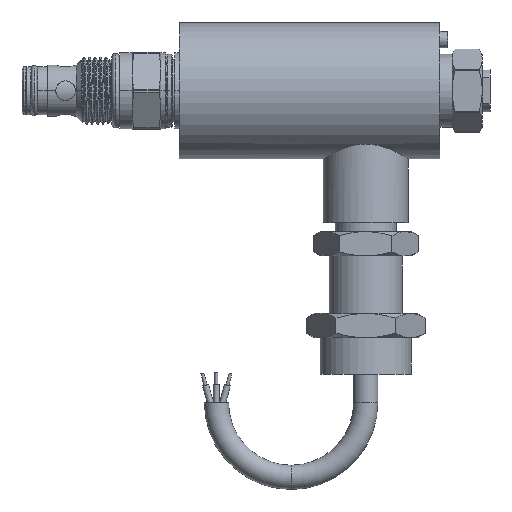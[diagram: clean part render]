
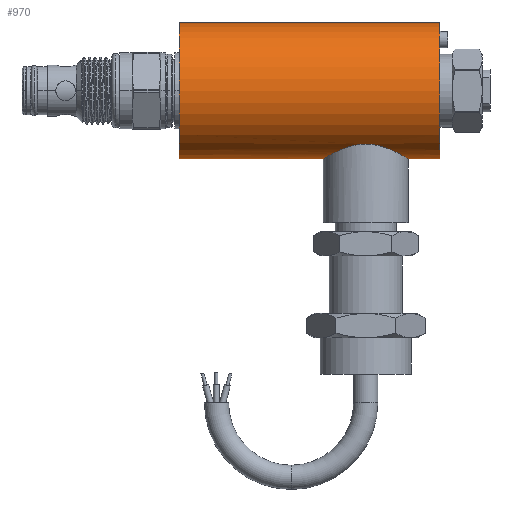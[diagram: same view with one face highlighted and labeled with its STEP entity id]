
A CAD part, front view. The second image highlights one B-rep face of the part: STEP entity #970.
In plain terms, the highlighted cylindrical face has radius 22.5 mm (diameter 45 mm), a partial arc.
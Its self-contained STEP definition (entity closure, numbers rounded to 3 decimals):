
#261 = CARTESIAN_POINT ( 'NONE',  ( 85.38, -3.708, -22.197 ) ) ;
#285 = EDGE_CURVE ( 'NONE', #8357, #7415, #4663, .T. ) ;
#332 = CARTESIAN_POINT ( 'NONE',  ( 112.768, -1.891, -22.425 ) ) ;
#425 = CARTESIAN_POINT ( 'NONE',  ( 112.697, -2.352, -22.381 ) ) ;
#541 = CARTESIAN_POINT ( 'NONE',  ( 84.888, 0., -22.5 ) ) ;
#551 = VERTEX_POINT ( 'NONE', #8115 ) ;
#627 = CARTESIAN_POINT ( 'NONE',  ( 123.388, 0., -22.5 ) ) ;
#756 = FACE_OUTER_BOUND ( 'NONE', #2302, .T. ) ;
#826 = LINE ( 'NONE', #3122, #7344 ) ;
#896 = ORIENTED_EDGE ( 'NONE', *, *, #4690, .T. ) ;
#963 = DIRECTION ( 'NONE',  ( 0., 0., 1. ) ) ;
#970 = ADVANCED_FACE ( 'NONE', ( #756 ), #8348, .T. ) ;
#1090 = CARTESIAN_POINT ( 'NONE',  ( 103.907, -13.077, -18.311 ) ) ;
#1157 = CARTESIAN_POINT ( 'NONE',  ( 102.138, -13.626, -17.906 ) ) ;
#1424 = ORIENTED_EDGE ( 'NONE', *, *, #8724, .F. ) ;
#1763 = ORIENTED_EDGE ( 'NONE', *, *, #4808, .T. ) ;
#1869 = CARTESIAN_POINT ( 'NONE',  ( 96.534, -13.809, -17.765 ) ) ;
#1900 = CARTESIAN_POINT ( 'NONE',  ( 109.964, -8.575, -20.805 ) ) ;
#1917 = EDGE_CURVE ( 'NONE', #8040, #551, #8696, .T. ) ;
#2302 = EDGE_LOOP ( 'NONE', ( #5864, #8975, #896, #1763, #3415, #1424 ) ) ;
#2453 = CARTESIAN_POINT ( 'NONE',  ( 85.264, -3.256, -22.268 ) ) ;
#2575 = CARTESIAN_POINT ( 'NONE',  ( 123.388, 0., 22.5 ) ) ;
#2585 = CARTESIAN_POINT ( 'NONE',  ( 104.746, -12.724, -18.558 ) ) ;
#2656 = CARTESIAN_POINT ( 'NONE',  ( 95.623, -13.622, -17.908 ) ) ;
#2879 = DIRECTION ( 'NONE',  ( 0., 0., -1. ) ) ;
#3122 = CARTESIAN_POINT ( 'NONE',  ( 37.388, 0., -22.5 ) ) ;
#3155 = CARTESIAN_POINT ( 'NONE',  ( 91.817, -12.116, -18.968 ) ) ;
#3173 = AXIS2_PLACEMENT_3D ( 'NONE', #5947, #8436, #2879 ) ;
#3221 = CARTESIAN_POINT ( 'NONE',  ( 85.658, -4.603, -22.029 ) ) ;
#3324 = CARTESIAN_POINT ( 'NONE',  ( 103.477, -13.235, -18.197 ) ) ;
#3390 = CARTESIAN_POINT ( 'NONE',  ( 105.953, -12.095, -18.974 ) ) ;
#3415 = ORIENTED_EDGE ( 'NONE', *, *, #285, .T. ) ;
#3419 = CARTESIAN_POINT ( 'NONE',  ( 99.832, -14., -17.614 ) ) ;
#3895 = CARTESIAN_POINT ( 'NONE',  ( 87.808, -8.606, -20.805 ) ) ;
#3980 = DIRECTION ( 'NONE',  ( -1., 0., 0. ) ) ;
#4048 = VECTOR ( 'NONE', #6830, 1000. ) ;
#4062 = CARTESIAN_POINT ( 'NONE',  ( 112.418, -3.717, -22.21 ) ) ;
#4096 = CARTESIAN_POINT ( 'NONE',  ( 106.339, -11.861, -19.122 ) ) ;
#4130 = CARTESIAN_POINT ( 'NONE',  ( 109.09, -9.598, -20.353 ) ) ;
#4195 = CARTESIAN_POINT ( 'NONE',  ( 112.888, 0., -22.5 ) ) ;
#4411 = LINE ( 'NONE', #6764, #4048 ) ;
#4601 = DIRECTION ( 'NONE',  ( 1., 0., 0. ) ) ;
#4663 = LINE ( 'NONE', #7972, #8462 ) ;
#4690 = EDGE_CURVE ( 'NONE', #8040, #9757, #826, .T. ) ;
#4806 = B_SPLINE_CURVE_WITH_KNOTS ( 'NONE', 3,
 ( #7821, #9334, #6256, #2453, #261, #3221, #9208, #6189, #9302, #3895, #5524, #6320, #7079, #6950, #7711, #3155, #8481, #8613, #9499, #4937, #2656, #1869, #6487, #5687, #7983, #3419, #6420, #1157, #8748, #3324, #1090, #2585, #8645, #3390, #4096, #9398, #7918, #4130, #4865, #1900, #4901, #7177, #7111, #6452, #4062, #425, #332, #7883, #9364, #4195 ),
 .UNSPECIFIED., .F., .F.,
 ( 4, 2, 2, 2, 2, 2, 2, 2, 2, 2, 2, 2, 2, 2, 2, 2, 2, 2, 2, 2, 2, 2, 2, 2, 4 ),
 ( 0., 0.003, 0.004, 0.006, 0.008, 0.011, 0.013, 0.014, 0.017, 0.018, 0.02, 0.021, 0.023, 0.025, 0.027, 0.028, 0.03, 0.031, 0.034, 0.035, 0.037, 0.039, 0.042, 0.044, 0.045 ),
 .UNSPECIFIED. ) ;
#4808 = EDGE_CURVE ( 'NONE', #9757, #8357, #4806, .T. ) ;
#4838 = DIRECTION ( 'NONE',  ( 0., 0., -1. ) ) ;
#4865 = CARTESIAN_POINT ( 'NONE',  ( 109.394, -9.265, -20.507 ) ) ;
#4901 = CARTESIAN_POINT ( 'NONE',  ( 110.232, -8.218, -20.949 ) ) ;
#4937 = CARTESIAN_POINT ( 'NONE',  ( 95.173, -13.506, -17.996 ) ) ;
#5524 = CARTESIAN_POINT ( 'NONE',  ( 88.379, -9.293, -20.503 ) ) ;
#5555 = AXIS2_PLACEMENT_3D ( 'NONE', #9503, #7888, #4838 ) ;
#5687 = CARTESIAN_POINT ( 'NONE',  ( 97.931, -13.975, -17.634 ) ) ;
#5864 = ORIENTED_EDGE ( 'NONE', *, *, #8232, .F. ) ;
#5947 = CARTESIAN_POINT ( 'NONE',  ( 123.388, 0., 0. ) ) ;
#6167 = CARTESIAN_POINT ( 'NONE',  ( 37.388, 0., 0. ) ) ;
#6189 = CARTESIAN_POINT ( 'NONE',  ( 86.355, -6.305, -21.616 ) ) ;
#6256 = CARTESIAN_POINT ( 'NONE',  ( 84.985, -1.886, -22.44 ) ) ;
#6320 = CARTESIAN_POINT ( 'NONE',  ( 89.324, -10.233, -20.041 ) ) ;
#6420 = CARTESIAN_POINT ( 'NONE',  ( 100.764, -13.905, -17.69 ) ) ;
#6452 = CARTESIAN_POINT ( 'NONE',  ( 112.144, -4.6, -22.042 ) ) ;
#6487 = CARTESIAN_POINT ( 'NONE',  ( 96.996, -13.879, -17.709 ) ) ;
#6764 = CARTESIAN_POINT ( 'NONE',  ( 37.388, 0., 22.5 ) ) ;
#6830 = DIRECTION ( 'NONE',  ( 1., 0., 0. ) ) ;
#6950 = CARTESIAN_POINT ( 'NONE',  ( 90.345, -11.1, -19.574 ) ) ;
#7079 = CARTESIAN_POINT ( 'NONE',  ( 89.654, -10.532, -19.885 ) ) ;
#7107 = VERTEX_POINT ( 'NONE', #2575 ) ;
#7111 = CARTESIAN_POINT ( 'NONE',  ( 111.42, -6.311, -21.615 ) ) ;
#7177 = CARTESIAN_POINT ( 'NONE',  ( 110.985, -7.105, -21.363 ) ) ;
#7344 = VECTOR ( 'NONE', #4601, 1000. ) ;
#7355 = CARTESIAN_POINT ( 'NONE',  ( 37.388, 0., -22.5 ) ) ;
#7399 = DIRECTION ( 'NONE',  ( 1., 0., 0. ) ) ;
#7415 = VERTEX_POINT ( 'NONE', #627 ) ;
#7711 = CARTESIAN_POINT ( 'NONE',  ( 90.706, -11.369, -19.419 ) ) ;
#7793 = CARTESIAN_POINT ( 'NONE',  ( 112.888, 0., -22.5 ) ) ;
#7821 = CARTESIAN_POINT ( 'NONE',  ( 84.888, 0., -22.5 ) ) ;
#7883 = CARTESIAN_POINT ( 'NONE',  ( 112.864, -0.952, -22.485 ) ) ;
#7888 = DIRECTION ( 'NONE',  ( 1., 0., 0. ) ) ;
#7918 = CARTESIAN_POINT ( 'NONE',  ( 108.138, -10.547, -19.887 ) ) ;
#7972 = CARTESIAN_POINT ( 'NONE',  ( 37.388, 0., -22.5 ) ) ;
#7983 = CARTESIAN_POINT ( 'NONE',  ( 98.409, -14., -17.614 ) ) ;
#8040 = VERTEX_POINT ( 'NONE', #7355 ) ;
#8115 = CARTESIAN_POINT ( 'NONE',  ( 37.388, 0., 22.5 ) ) ;
#8232 = EDGE_CURVE ( 'NONE', #551, #7107, #4411, .T. ) ;
#8348 = CYLINDRICAL_SURFACE ( 'NONE', #5555, 22.5 ) ;
#8357 = VERTEX_POINT ( 'NONE', #7793 ) ;
#8436 = DIRECTION ( 'NONE',  ( 1., 0., 0. ) ) ;
#8462 = VECTOR ( 'NONE', #7399, 1000. ) ;
#8481 = CARTESIAN_POINT ( 'NONE',  ( 92.602, -12.542, -18.685 ) ) ;
#8613 = CARTESIAN_POINT ( 'NONE',  ( 93.854, -13.071, -18.315 ) ) ;
#8645 = CARTESIAN_POINT ( 'NONE',  ( 105.155, -12.527, -18.692 ) ) ;
#8696 = CIRCLE ( 'NONE', #9192, 22.5 ) ;
#8724 = EDGE_CURVE ( 'NONE', #7107, #7415, #8905, .T. ) ;
#8748 = CARTESIAN_POINT ( 'NONE',  ( 102.594, -13.509, -17.994 ) ) ;
#8905 = CIRCLE ( 'NONE', #3173, 22.5 ) ;
#8975 = ORIENTED_EDGE ( 'NONE', *, *, #1917, .F. ) ;
#9192 = AXIS2_PLACEMENT_3D ( 'NONE', #6167, #3980, #963 ) ;
#9208 = CARTESIAN_POINT ( 'NONE',  ( 85.818, -5.038, -21.933 ) ) ;
#9302 = CARTESIAN_POINT ( 'NONE',  ( 86.789, -7.102, -21.365 ) ) ;
#9334 = CARTESIAN_POINT ( 'NONE',  ( 84.888, -0.953, -22.5 ) ) ;
#9364 = CARTESIAN_POINT ( 'NONE',  ( 112.888, -0.473, -22.5 ) ) ;
#9398 = CARTESIAN_POINT ( 'NONE',  ( 107.452, -11.111, -19.574 ) ) ;
#9499 = CARTESIAN_POINT ( 'NONE',  ( 94.285, -13.23, -18.2 ) ) ;
#9503 = CARTESIAN_POINT ( 'NONE',  ( 37.388, 0., 0. ) ) ;
#9757 = VERTEX_POINT ( 'NONE', #541 ) ;
